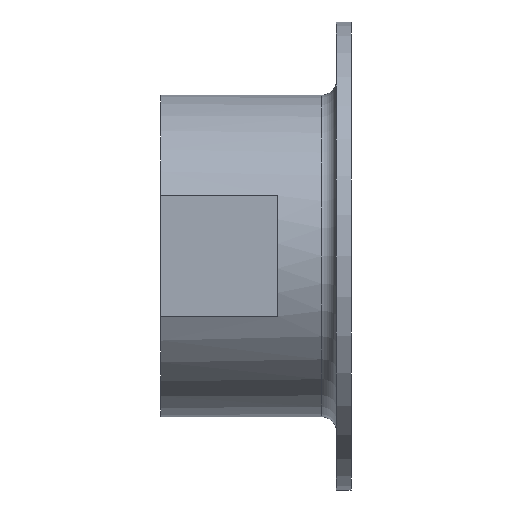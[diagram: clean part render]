
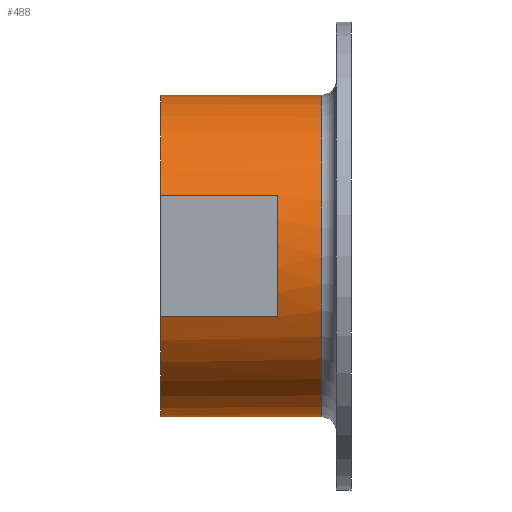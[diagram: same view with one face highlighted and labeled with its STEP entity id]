
A CAD part, left-side view. The second image highlights one B-rep face of the part: STEP entity #488.
In plain terms, the highlighted cylindrical face has radius 55 mm (diameter 110 mm), a partial arc.
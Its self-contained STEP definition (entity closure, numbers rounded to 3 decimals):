
#14 = VECTOR ( 'NONE', #1460, 1000. ) ;
#36 = DIRECTION ( 'NONE',  ( 0., 1., 0. ) ) ;
#48 = CIRCLE ( 'NONE', #1185, 55. ) ;
#69 = AXIS2_PLACEMENT_3D ( 'NONE', #122, #990, #1508 ) ;
#122 = CARTESIAN_POINT ( 'NONE',  ( 0., -28.25, 0. ) ) ;
#127 = ORIENTED_EDGE ( 'NONE', *, *, #1434, .F. ) ;
#141 = VERTEX_POINT ( 'NONE', #944 ) ;
#143 = EDGE_CURVE ( 'NONE', #141, #730, #278, .T. ) ;
#219 = CIRCLE ( 'NONE', #1575, 55. ) ;
#246 = EDGE_CURVE ( 'NONE', #1292, #626, #1327, .T. ) ;
#278 = CIRCLE ( 'NONE', #1337, 55. ) ;
#285 = CARTESIAN_POINT ( 'NONE',  ( -51., -28.25, 20.591 ) ) ;
#326 = DIRECTION ( 'NONE',  ( 0., 0., 1. ) ) ;
#340 = VERTEX_POINT ( 'NONE', #1380 ) ;
#376 = FACE_OUTER_BOUND ( 'NONE', #855, .T. ) ;
#384 = DIRECTION ( 'NONE',  ( 0., 0., -1. ) ) ;
#385 = CARTESIAN_POINT ( 'NONE',  ( 0., 40., 0. ) ) ;
#450 = CARTESIAN_POINT ( 'NONE',  ( -51., -28.25, -20.591 ) ) ;
#488 = ADVANCED_FACE ( 'NONE', ( #376 ), #731, .T. ) ;
#519 = DIRECTION ( 'NONE',  ( 0., -1., 0. ) ) ;
#546 = LINE ( 'NONE', #1115, #1417 ) ;
#564 = ORIENTED_EDGE ( 'NONE', *, *, #1402, .F. ) ;
#621 = VECTOR ( 'NONE', #1478, 1000. ) ;
#626 = VERTEX_POINT ( 'NONE', #933 ) ;
#627 = DIRECTION ( 'NONE',  ( 0., 0., -1. ) ) ;
#631 = CARTESIAN_POINT ( 'NONE',  ( 0., -15., 55. ) ) ;
#633 = EDGE_CURVE ( 'NONE', #340, #730, #968, .T. ) ;
#634 = DIRECTION ( 'NONE',  ( 0., -1., 0. ) ) ;
#661 = LINE ( 'NONE', #285, #1055 ) ;
#730 = VERTEX_POINT ( 'NONE', #1325 ) ;
#731 = CYLINDRICAL_SURFACE ( 'NONE', #69, 55. ) ;
#747 = CARTESIAN_POINT ( 'NONE',  ( 0., 40., 55. ) ) ;
#825 = EDGE_CURVE ( 'NONE', #1608, #1215, #1387, .T. ) ;
#855 = EDGE_LOOP ( 'NONE', ( #1407, #874, #564, #1163, #1300, #1370, #861, #127 ) ) ;
#861 = ORIENTED_EDGE ( 'NONE', *, *, #246, .T. ) ;
#874 = ORIENTED_EDGE ( 'NONE', *, *, #825, .T. ) ;
#933 = CARTESIAN_POINT ( 'NONE',  ( 0., -15., -55. ) ) ;
#942 = DIRECTION ( 'NONE',  ( 0., 0., -1. ) ) ;
#944 = CARTESIAN_POINT ( 'NONE',  ( -51., 0., 20.591 ) ) ;
#968 = LINE ( 'NONE', #450, #621 ) ;
#990 = DIRECTION ( 'NONE',  ( 0., -1., 0. ) ) ;
#995 = EDGE_CURVE ( 'NONE', #340, #1292, #48, .T. ) ;
#1055 = VECTOR ( 'NONE', #36, 1000. ) ;
#1088 = DIRECTION ( 'NONE',  ( 0., -1., 0. ) ) ;
#1089 = CARTESIAN_POINT ( 'NONE',  ( 0., 0., 0. ) ) ;
#1113 = DIRECTION ( 'NONE',  ( 0., -1., 0. ) ) ;
#1115 = CARTESIAN_POINT ( 'NONE',  ( 0., -28.25, 55. ) ) ;
#1163 = ORIENTED_EDGE ( 'NONE', *, *, #143, .T. ) ;
#1175 = EDGE_CURVE ( 'NONE', #1608, #1572, #546, .T. ) ;
#1185 = AXIS2_PLACEMENT_3D ( 'NONE', #1600, #1088, #942 ) ;
#1215 = VERTEX_POINT ( 'NONE', #1628 ) ;
#1222 = CARTESIAN_POINT ( 'NONE',  ( 0., -28.25, -55. ) ) ;
#1288 = CARTESIAN_POINT ( 'NONE',  ( 0., -15., 0. ) ) ;
#1292 = VERTEX_POINT ( 'NONE', #1604 ) ;
#1300 = ORIENTED_EDGE ( 'NONE', *, *, #633, .F. ) ;
#1325 = CARTESIAN_POINT ( 'NONE',  ( -51., 0., -20.591 ) ) ;
#1327 = LINE ( 'NONE', #1222, #14 ) ;
#1337 = AXIS2_PLACEMENT_3D ( 'NONE', #1089, #1113, #326 ) ;
#1370 = ORIENTED_EDGE ( 'NONE', *, *, #995, .T. ) ;
#1380 = CARTESIAN_POINT ( 'NONE',  ( -51., 40., -20.591 ) ) ;
#1387 = CIRCLE ( 'NONE', #1635, 55. ) ;
#1402 = EDGE_CURVE ( 'NONE', #141, #1215, #661, .T. ) ;
#1407 = ORIENTED_EDGE ( 'NONE', *, *, #1175, .F. ) ;
#1417 = VECTOR ( 'NONE', #1488, 1000. ) ;
#1434 = EDGE_CURVE ( 'NONE', #1572, #626, #219, .T. ) ;
#1460 = DIRECTION ( 'NONE',  ( 0., -1., 0. ) ) ;
#1478 = DIRECTION ( 'NONE',  ( 0., -1., 0. ) ) ;
#1488 = DIRECTION ( 'NONE',  ( 0., -1., 0. ) ) ;
#1508 = DIRECTION ( 'NONE',  ( 0., 0., -1. ) ) ;
#1572 = VERTEX_POINT ( 'NONE', #631 ) ;
#1575 = AXIS2_PLACEMENT_3D ( 'NONE', #1288, #519, #384 ) ;
#1600 = CARTESIAN_POINT ( 'NONE',  ( 0., 40., 0. ) ) ;
#1604 = CARTESIAN_POINT ( 'NONE',  ( 0., 40., -55. ) ) ;
#1608 = VERTEX_POINT ( 'NONE', #747 ) ;
#1628 = CARTESIAN_POINT ( 'NONE',  ( -51., 40., 20.591 ) ) ;
#1635 = AXIS2_PLACEMENT_3D ( 'NONE', #385, #634, #627 ) ;
